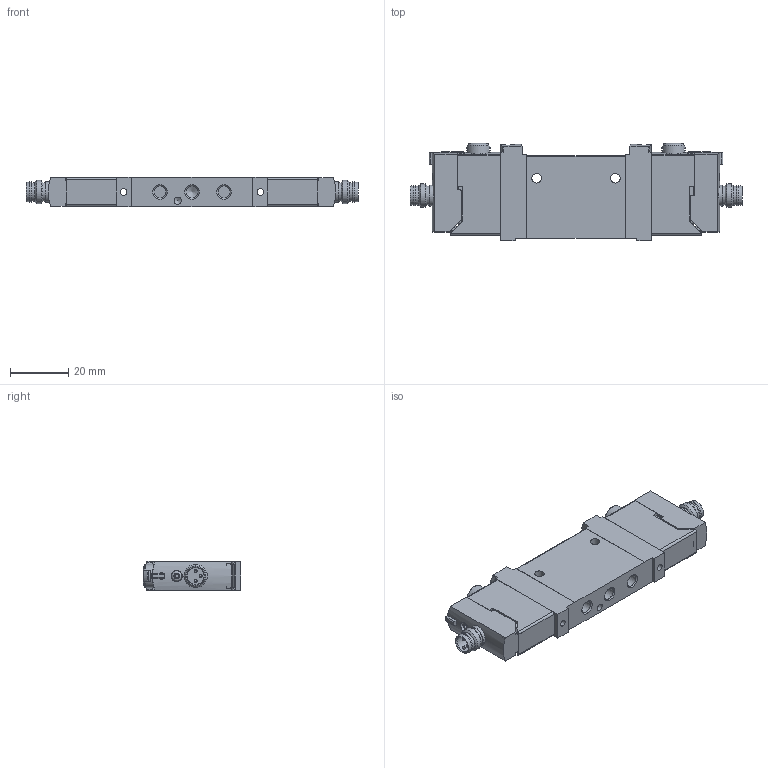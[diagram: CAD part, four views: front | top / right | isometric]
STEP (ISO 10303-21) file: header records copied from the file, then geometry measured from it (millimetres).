
FILE_DESCRIPTION(/* description */ ('STEP AP214'),/* implementation_level */ '2;1');
FILE_NAME(/* name */ '8042542_VUVG-LK10-T32C-AT-M5-1R8L-S',/* time_stamp */ '2024-09-11T01:49:30+02:00',/* author */ ('License CC BY-ND 4.0'),/* organization */ ('CADENAS'),/* preprocessor_version */ 'ST-DEVELOPER v19.3',/* originating_system */ 'PARTsolutions',/* authorisation */ ' ');
FILE_SCHEMA (('AUTOMOTIVE_DESIGN {1 0 10303 214 3 1 1}'));
Length unit declared in the file: millimetre
Products named in the file (3): 8042542 VUVG-LK10-T32C-AT-M5-1R8L-S; 564212 VUVG-LK10-T32C-A-T-M5--1R8--L-----(G); 573919 VAVE-L1-1VR8-LP
Assembly tree (3 placements, depth 2):
  8042542 VUVG-LK10-T32C-AT-M5-1R8L-S
    564212 VUVG-LK10-T32C-A-T-M5--1R8--L-----(G)
    573919 VAVE-L1-1VR8-LP  x2
Bounding box: 113.98 x 33.47 x 10.25 mm (x, y, z)
Volume: 27095.3 mm3; surface area: 12870.5 mm2
Topology: 3 solids, 3 shells, 819 faces, 2222 edges, 1463 vertices
Faces by surface type: plane 560, cylinder 204, cone 39, sphere 8, torus 8
Full cylindrical faces by diameter (mm): 1 x6, 1.6 x4, 1.8 x2, 2.5 x1, 2.9 x2, 3.3 x2, 3.6 x2, 3.8 x4, 3.9 x2, 4.134 x5, 5.8 x2, 6.5 x4, 6.9 x2, 7.2 x2, 8 x2, 8.1 x2
Entity records: 19960 total; most frequent: CARTESIAN_POINT 3371, DIRECTION 3077, ORIENTED_EDGE 3068, EDGE_CURVE 1534, LINE 1091, VECTOR 1091, VERTEX_POINT 1041, AXIS2_PLACEMENT_3D 993
